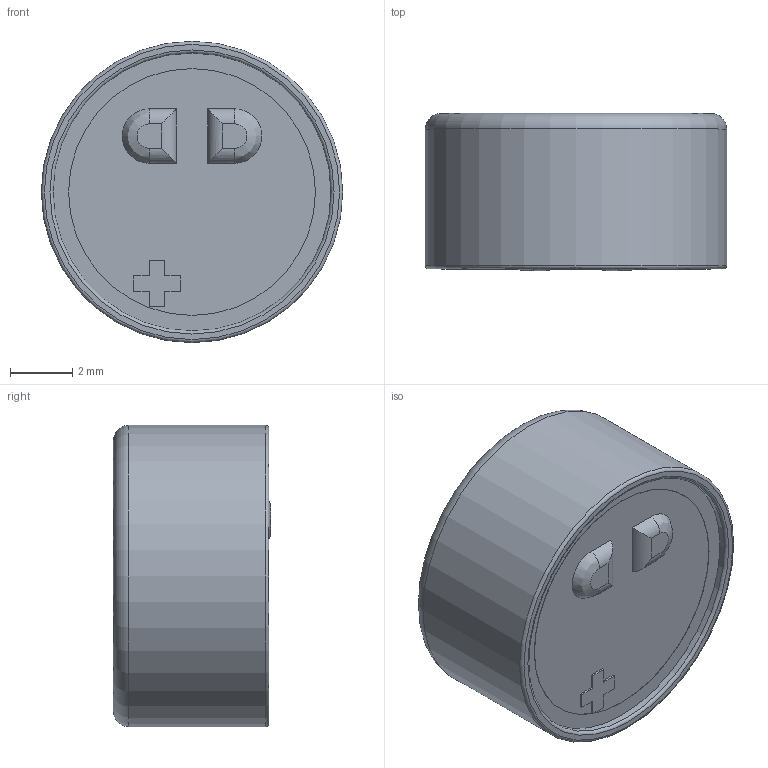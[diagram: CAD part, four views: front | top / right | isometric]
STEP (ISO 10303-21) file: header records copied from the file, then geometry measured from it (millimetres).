
FILE_DESCRIPTION(/* description */ (''),/* implementation_level */ '2;1');
FILE_NAME(/* name */ 'AOM-5024L-HD-R.ipt.stp',/* time_stamp */ '2020-05-28T12:27:37-04:00',/* author */ ('vandenbroek'),/* organization */ (''),/* preprocessor_version */ 'ST-DEVELOPER v16.1',/* originating_system */ 'Autodesk Inventor 2016',/* authorisation */ '');
FILE_SCHEMA (('AUTOMOTIVE_DESIGN { 1 0 10303 214 3 1 1 }'));
Length unit declared in the file: millimetre
Products named in the file (1): AOM-5024L-HD-R
Bounding box: 9.7 x 5.06 x 9.7 mm (x, y, z)
Volume: 147.8 mm3; surface area: 524.7 mm2
Topology: 1 solids, 1 shells, 55 faces, 154 edges, 108 vertices
Faces by surface type: cylinder 29, plane 21, torus 3, bspline 2
Full cylindrical faces by diameter (mm): 0.4 x19, 7.944 x1, 8.944 x2, 9.7 x1
Entity records: 1713 total; most frequent: CARTESIAN_POINT 282, DIRECTION 278, ORIENTED_EDGE 218, EDGE_LOOP 124, AXIS2_PLACEMENT_3D 115, EDGE_CURVE 109, VERTEX_POINT 89, FACE_BOUND 69
